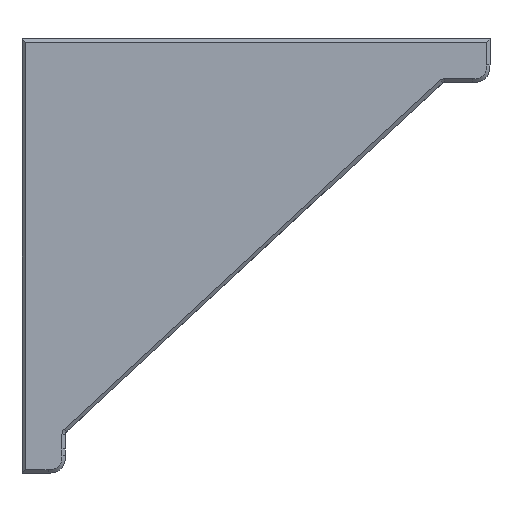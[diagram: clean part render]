
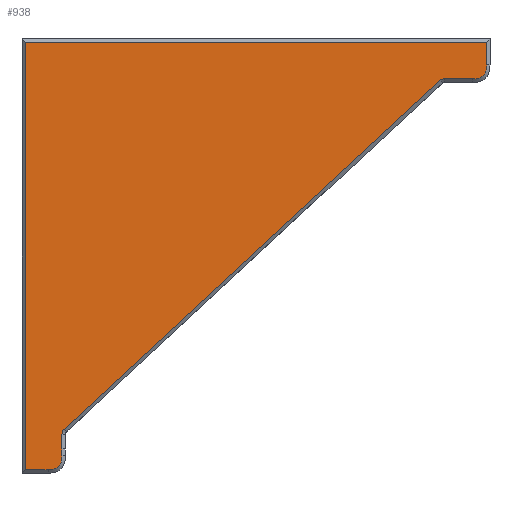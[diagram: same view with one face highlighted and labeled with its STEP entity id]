
A CAD part, front view. The second image highlights one B-rep face of the part: STEP entity #938.
In plain terms, the highlighted planar face has unit normal (0, -1, 0).
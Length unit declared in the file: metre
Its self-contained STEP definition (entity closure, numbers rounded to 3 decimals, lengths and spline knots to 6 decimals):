
#81=B_SPLINE_CURVE_WITH_KNOTS('',3,(#1311,#1312,#1313,#1314),
 .UNSPECIFIED.,.F.,.F.,(4,4),(0.,1.),.UNSPECIFIED.);
#82=B_SPLINE_CURVE_WITH_KNOTS('',3,(#1319,#1320,#1321,#1322),
 .UNSPECIFIED.,.F.,.F.,(4,4),(0.,1.),.UNSPECIFIED.);
#83=B_SPLINE_CURVE_WITH_KNOTS('',3,(#1332,#1333,#1334,#1335),
 .UNSPECIFIED.,.F.,.F.,(4,4),(0.,1.),.UNSPECIFIED.);
#84=B_SPLINE_CURVE_WITH_KNOTS('',3,(#1341,#1342,#1343,#1344),
 .UNSPECIFIED.,.F.,.F.,(4,4),(0.,1.),.UNSPECIFIED.);
#199=ORIENTED_EDGE('',*,*,#486,.T.);
#200=ORIENTED_EDGE('',*,*,#487,.T.);
#201=ORIENTED_EDGE('',*,*,#488,.T.);
#202=ORIENTED_EDGE('',*,*,#489,.T.);
#203=ORIENTED_EDGE('',*,*,#490,.T.);
#204=ORIENTED_EDGE('',*,*,#491,.T.);
#205=ORIENTED_EDGE('',*,*,#492,.T.);
#206=ORIENTED_EDGE('',*,*,#493,.T.);
#207=ORIENTED_EDGE('',*,*,#494,.T.);
#208=ORIENTED_EDGE('',*,*,#495,.T.);
#209=ORIENTED_EDGE('',*,*,#496,.T.);
#210=ORIENTED_EDGE('',*,*,#497,.T.);
#486=EDGE_CURVE('',#629,#630,#81,.T.);
#487=EDGE_CURVE('',#630,#631,#699,.T.);
#488=EDGE_CURVE('',#631,#632,#82,.T.);
#489=EDGE_CURVE('',#632,#633,#700,.T.);
#490=EDGE_CURVE('',#633,#634,#701,.T.);
#491=EDGE_CURVE('',#634,#635,#702,.T.);
#492=EDGE_CURVE('',#635,#636,#703,.T.);
#493=EDGE_CURVE('',#636,#637,#83,.T.);
#494=EDGE_CURVE('',#637,#638,#704,.T.);
#495=EDGE_CURVE('',#638,#639,#705,.T.);
#496=EDGE_CURVE('',#639,#640,#84,.T.);
#497=EDGE_CURVE('',#640,#629,#706,.T.);
#629=VERTEX_POINT('',#1315);
#630=VERTEX_POINT('',#1316);
#631=VERTEX_POINT('',#1318);
#632=VERTEX_POINT('',#1323);
#633=VERTEX_POINT('',#1325);
#634=VERTEX_POINT('',#1327);
#635=VERTEX_POINT('',#1329);
#636=VERTEX_POINT('',#1331);
#637=VERTEX_POINT('',#1336);
#638=VERTEX_POINT('',#1338);
#639=VERTEX_POINT('',#1340);
#640=VERTEX_POINT('',#1345);
#699=LINE('',#1317,#730);
#700=LINE('',#1324,#731);
#701=LINE('',#1326,#732);
#702=LINE('',#1328,#733);
#703=LINE('',#1330,#734);
#704=LINE('',#1337,#735);
#705=LINE('',#1339,#736);
#706=LINE('',#1346,#737);
#730=VECTOR('',#1087,1.);
#731=VECTOR('',#1088,1.);
#732=VECTOR('',#1089,1.);
#733=VECTOR('',#1090,1.);
#734=VECTOR('',#1091,1.);
#735=VECTOR('',#1092,1.);
#736=VECTOR('',#1093,1.);
#737=VECTOR('',#1094,1.);
#762=EDGE_LOOP('',(#199,#200,#201,#202,#203,#204,#205,#206,#207,#208,#209,
#210));
#843=FACE_BOUND('',#762,.T.);
#918=PLANE('',#1020);
#938=ADVANCED_FACE('',(#843),#918,.T.);
#1020=AXIS2_PLACEMENT_3D('',#1310,#1085,#1086);
#1085=DIRECTION('',(0.,-1.,0.));
#1086=DIRECTION('',(-1.,0.,0.));
#1087=DIRECTION('',(1.,0.,0.));
#1088=DIRECTION('',(0.,0.,1.));
#1089=DIRECTION('',(-1.,0.,0.));
#1090=DIRECTION('',(0.,0.,-1.));
#1091=DIRECTION('',(1.,0.,0.));
#1092=DIRECTION('',(0.,0.,1.));
#1093=DIRECTION('',(0.,0.,1.));
#1094=DIRECTION('',(0.733,0.,0.68));
#1310=CARTESIAN_POINT('',(-0.01306,-0.02002,-0.01665));
#1311=CARTESIAN_POINT('',(0.018105,-0.02002,-0.014814));
#1312=CARTESIAN_POINT('',(0.018257,-0.02002,-0.014669));
#1313=CARTESIAN_POINT('',(0.018439,-0.02002,-0.014598));
#1314=CARTESIAN_POINT('',(0.018649,-0.02002,-0.0146));
#1315=CARTESIAN_POINT('',(0.018105,-0.02002,-0.014814));
#1316=CARTESIAN_POINT('',(0.018649,-0.02002,-0.0146));
#1317=CARTESIAN_POINT('',(-0.01306,-0.02002,-0.0146));
#1318=CARTESIAN_POINT('',(0.02188,-0.02002,-0.0146));
#1319=CARTESIAN_POINT('',(0.02188,-0.02002,-0.0146));
#1320=CARTESIAN_POINT('',(0.022955,-0.02002,-0.014636));
#1321=CARTESIAN_POINT('',(0.023516,-0.02002,-0.014078));
#1322=CARTESIAN_POINT('',(0.02348,-0.02002,-0.013));
#1323=CARTESIAN_POINT('',(0.02348,-0.02002,-0.013));
#1324=CARTESIAN_POINT('',(0.02348,-0.02002,-0.01665));
#1325=CARTESIAN_POINT('',(0.02348,-0.02002,-0.0104));
#1326=CARTESIAN_POINT('',(-0.03,-0.02002,-0.0104));
#1327=CARTESIAN_POINT('',(-0.0296,-0.02002,-0.0104));
#1328=CARTESIAN_POINT('',(-0.0296,-0.02002,-0.06));
#1329=CARTESIAN_POINT('',(-0.0296,-0.02002,-0.0596));
#1330=CARTESIAN_POINT('',(-0.027,-0.02002,-0.0596));
#1331=CARTESIAN_POINT('',(-0.027,-0.02002,-0.0596));
#1332=CARTESIAN_POINT('',(-0.027,-0.02002,-0.0596));
#1333=CARTESIAN_POINT('',(-0.025925,-0.02002,-0.059636));
#1334=CARTESIAN_POINT('',(-0.025364,-0.02002,-0.059078));
#1335=CARTESIAN_POINT('',(-0.0254,-0.02002,-0.058));
#1336=CARTESIAN_POINT('',(-0.0254,-0.02002,-0.058));
#1337=CARTESIAN_POINT('',(-0.0254,-0.02002,-0.01665));
#1338=CARTESIAN_POINT('',(-0.0254,-0.02002,-0.057216));
#1339=CARTESIAN_POINT('',(-0.0254,-0.02002,-0.01665));
#1340=CARTESIAN_POINT('',(-0.0254,-0.02002,-0.055535));
#1341=CARTESIAN_POINT('',(-0.0254,-0.02002,-0.055535));
#1342=CARTESIAN_POINT('',(-0.025403,-0.02002,-0.055315));
#1343=CARTESIAN_POINT('',(-0.025309,-0.02002,-0.055097));
#1344=CARTESIAN_POINT('',(-0.025144,-0.02002,-0.054948));
#1345=CARTESIAN_POINT('',(-0.025144,-0.02002,-0.054948));
#1346=CARTESIAN_POINT('',(0.018105,-0.02002,-0.014814));
